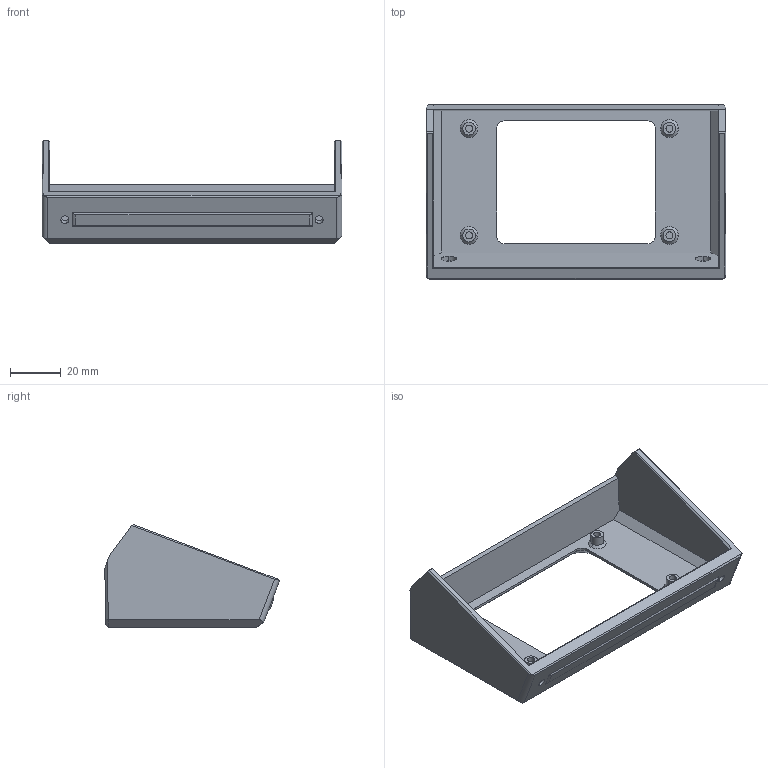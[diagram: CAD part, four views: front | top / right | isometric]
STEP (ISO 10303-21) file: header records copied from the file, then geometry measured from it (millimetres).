
FILE_DESCRIPTION((''),'2;1');
FILE_NAME('CYD_HOUSING','2024-01-31T08:50:48',('thomas'),(''),'CREO PARAMETRIC BY PTC INC, 2022073','CREO PARAMETRIC BY PTC INC, 2022073','');
FILE_SCHEMA(('CONFIG_CONTROL_DESIGN'));
Length unit declared in the file: millimetre
Products named in the file (1): CYD_HOUSING
Bounding box: 118 x 68.63 x 40.48 mm (x, y, z)
Volume: 42791.2 mm3; surface area: 25374.2 mm2
Topology: 1 solids, 1 shells, 100 faces, 237 edges, 150 vertices
Faces by surface type: plane 56, cylinder 32, cone 12
Entity records: 2926 total; most frequent: CARTESIAN_POINT 540, DIRECTION 489, ORIENTED_EDGE 474, EDGE_CURVE 237, AXIS2_PLACEMENT_3D 170, VERTEX_POINT 150, VECTOR 149, LINE 149
